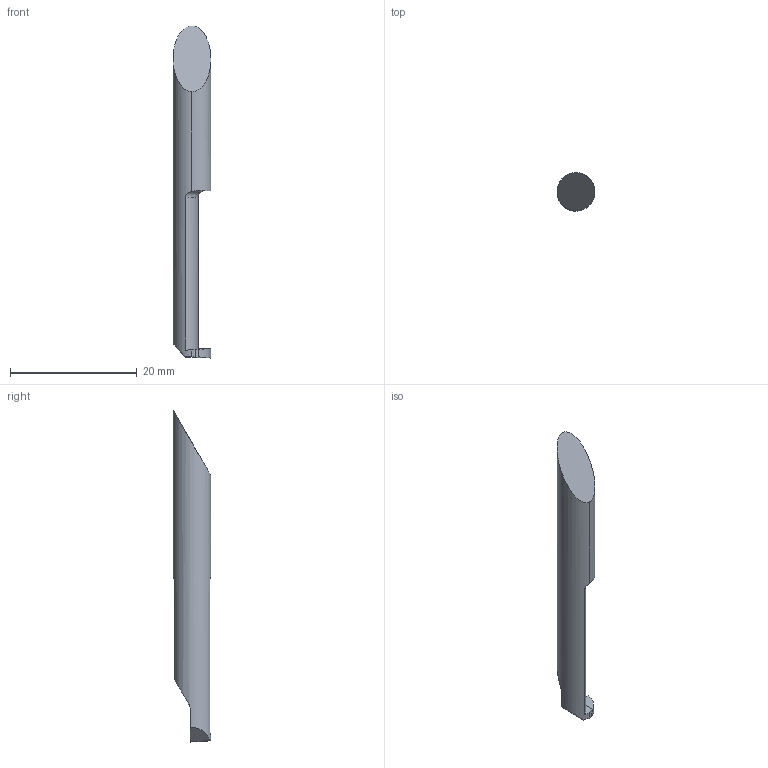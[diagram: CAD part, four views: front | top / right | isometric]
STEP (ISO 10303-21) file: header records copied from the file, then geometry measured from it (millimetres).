
FILE_DESCRIPTION(/* description */ (''),/* implementation_level */ '2;1');
FILE_NAME(/* name */ '1576726533676.stp',/* time_stamp */ '2019-12-19T09:05:47+06:00',/* author */ (''),/* organization */ ('SMS'),/* preprocessor_version */ 'ST-DEVELOPER v16.7',/* originating_system */ 'SIEMENS PLM Software NX 12.0',/* authorisation */ '');
FILE_SCHEMA (('AUTOMOTIVE_DESIGN { 1 0 10303 214 3 1 1 1 }'));
Length unit declared in the file: millimetre
Products named in the file (1): 202207279mod000_00
Bounding box: 6 x 6 x 52.45 mm (x, y, z)
Volume: 968.7 mm3; surface area: 858 mm2
Topology: 2 solids, 2 shells, 30 faces, 75 edges, 52 vertices
Faces by surface type: plane 15, cylinder 12, torus 3
Entity records: 1031 total; most frequent: CARTESIAN_POINT 309, ORIENTED_EDGE 148, DIRECTION 126, EDGE_CURVE 74, VERTEX_POINT 48, AXIS2_PLACEMENT_3D 46, LINE 34, VECTOR 34
